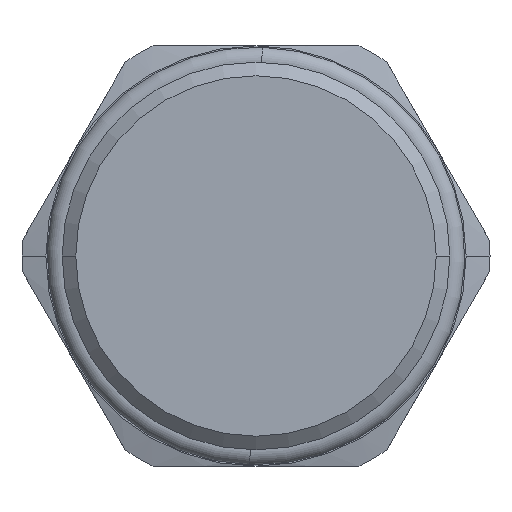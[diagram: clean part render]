
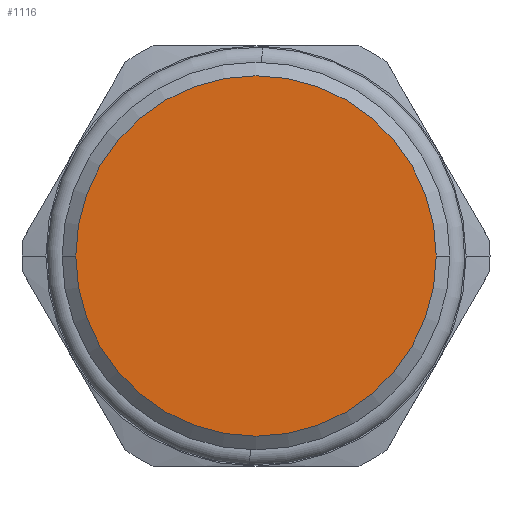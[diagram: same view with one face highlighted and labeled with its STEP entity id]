
A CAD part, front view. The second image highlights one B-rep face of the part: STEP entity #1116.
In plain terms, the highlighted planar face has unit normal (0, -1, 0).
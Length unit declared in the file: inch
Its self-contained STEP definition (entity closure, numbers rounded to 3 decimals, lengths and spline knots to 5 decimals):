
#40 = DIRECTION ( 'NONE',  ( 0., -1., 0. ) ) ;
#142 = ORIENTED_EDGE ( 'NONE', *, *, #1586, .T. ) ;
#257 = DIRECTION ( 'NONE',  ( 0., -1., 0. ) ) ;
#270 = CARTESIAN_POINT ( 'NONE',  ( 0.3354, 0., 0. ) ) ;
#464 = AXIS2_PLACEMENT_3D ( 'NONE', #1263, #40, #826 ) ;
#507 = AXIS2_PLACEMENT_3D ( 'NONE', #675, #1114, #901 ) ;
#592 = CIRCLE ( 'NONE', #507, 0.37145 ) ;
#632 = FACE_OUTER_BOUND ( 'NONE', #1062, .T. ) ;
#658 = DIRECTION ( 'NONE',  ( 0., 0., -1. ) ) ;
#675 = CARTESIAN_POINT ( 'NONE',  ( 0., 0., 0. ) ) ;
#826 = DIRECTION ( 'NONE',  ( 1., 0., 0. ) ) ;
#901 = DIRECTION ( 'NONE',  ( 1., 0., 0. ) ) ;
#1006 = VERTEX_POINT ( 'NONE', #2570 ) ;
#1037 = CARTESIAN_POINT ( 'NONE',  ( 0.37145, 0., 0. ) ) ;
#1062 = EDGE_LOOP ( 'NONE', ( #142, #1347 ) ) ;
#1114 = DIRECTION ( 'NONE',  ( 0., -1., 0. ) ) ;
#1116 = ADVANCED_FACE ( 'NONE', ( #632 ), #1485, .T. ) ;
#1263 = CARTESIAN_POINT ( 'NONE',  ( 0., 0., 0. ) ) ;
#1347 = ORIENTED_EDGE ( 'NONE', *, *, #2265, .T. ) ;
#1485 = PLANE ( 'NONE',  #2192 ) ;
#1586 = EDGE_CURVE ( 'NONE', #1630, #1006, #1627, .T. ) ;
#1627 = CIRCLE ( 'NONE', #464, 0.37145 ) ;
#1630 = VERTEX_POINT ( 'NONE', #1037 ) ;
#2192 = AXIS2_PLACEMENT_3D ( 'NONE', #270, #257, #658 ) ;
#2265 = EDGE_CURVE ( 'NONE', #1006, #1630, #592, .T. ) ;
#2570 = CARTESIAN_POINT ( 'NONE',  ( -0.37145, 0., 0. ) ) ;
